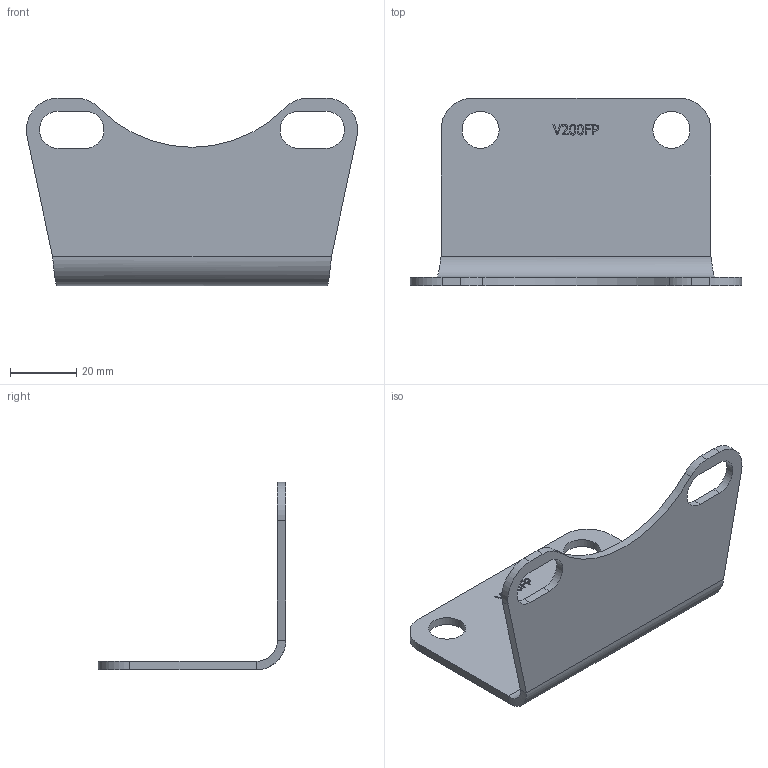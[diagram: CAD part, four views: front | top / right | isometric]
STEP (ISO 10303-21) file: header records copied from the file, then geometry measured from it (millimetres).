
FILE_DESCRIPTION(/* description */ ('Mounting Plate'),/* implementation_level */ '2;1');
FILE_NAME(/* name */ 'V25271.stp',/* time_stamp */ '2014-10-30T09:19:47-04:00',/* author */ ('mclevenger'),/* organization */ (''),/* preprocessor_version */ 'ST-DEVELOPER v15.2',/* originating_system */ 'Autodesk Inventor 2014',/* authorisation */ '');
FILE_SCHEMA (('AUTOMOTIVE_DESIGN { 1 0 10303 214 3 1 1 }'));
Length unit declared in the file: inch
Products named in the file (1): V25271
Bounding box: 99.72 x 56.52 x 56.52 mm (x, y, z)
Volume: 20368 mm3; surface area: 17593.2 mm2
Topology: 1 solids, 1 shells, 368 faces, 973 edges, 646 vertices
Faces by surface type: plane 181, bspline 172, cylinder 15
Full cylindrical faces by diameter (mm): 11.176 x2
Entity records: 12246 total; most frequent: CARTESIAN_POINT 4214, ORIENTED_EDGE 1942, DIRECTION 1051, EDGE_CURVE 971, VERTEX_POINT 646, LINE 605, VECTOR 605, EDGE_LOOP 417
